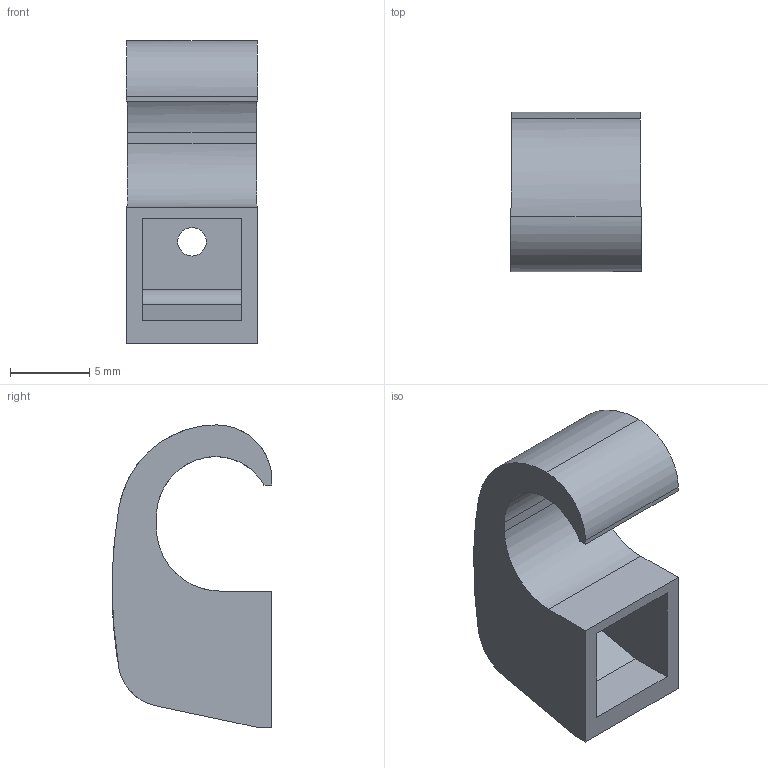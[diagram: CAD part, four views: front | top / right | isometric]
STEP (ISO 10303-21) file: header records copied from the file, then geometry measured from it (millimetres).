
FILE_DESCRIPTION (( 'STEP AP214' ), '1' );
FILE_NAME ('2215314.stp', '2016-09-30T05:59:21', ( '' ), ( '' ), 'SwSTEP 2.0', 'SolidWorks 2016', '' );
FILE_SCHEMA (( 'AUTOMOTIVE_DESIGN' ));
Length unit declared in the file: millimetre
Products named in the file (1): 2215314
Bounding box: 8.3 x 10.1 x 19.1 mm (x, y, z)
Volume: 607.9 mm3; surface area: 964.6 mm2
Topology: 1 solids, 1 shells, 29 faces, 74 edges, 48 vertices
Faces by surface type: plane 15, cylinder 12, cone 2
Entity records: 954 total; most frequent: CARTESIAN_POINT 250, ORIENTED_EDGE 148, DIRECTION 126, EDGE_CURVE 74, LINE 50, VECTOR 50, VERTEX_POINT 48, AXIS2_PLACEMENT_3D 38
